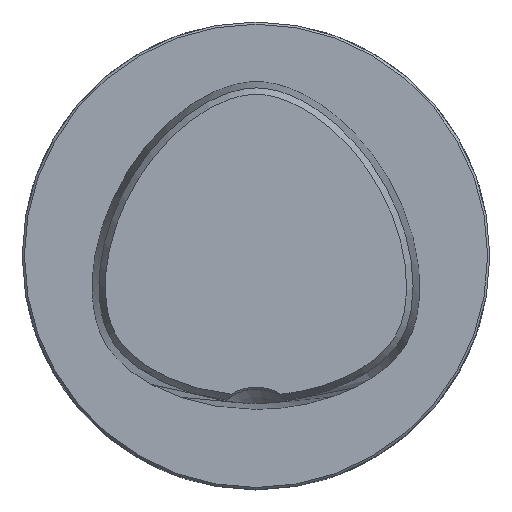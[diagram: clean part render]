
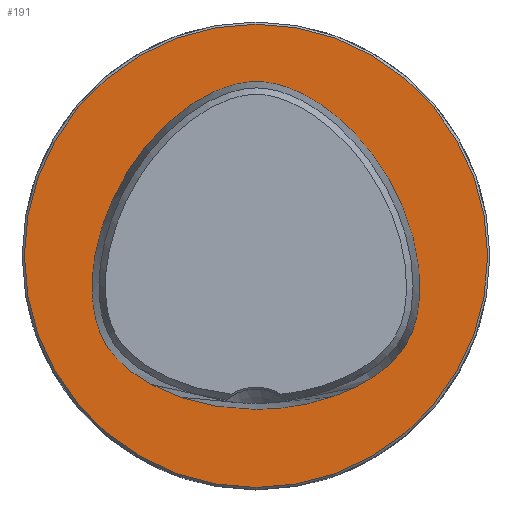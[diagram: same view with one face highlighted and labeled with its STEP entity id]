
A CAD part, top view. The second image highlights one B-rep face of the part: STEP entity #191.
In plain terms, the highlighted planar face has unit normal (0, 0, 1).
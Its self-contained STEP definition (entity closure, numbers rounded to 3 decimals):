
#54=B_SPLINE_CURVE_WITH_KNOTS('',3,(#2149,#2150,#2151,#2152,#2153,#2154,
#2155,#2156,#2157,#2158,#2159,#2160,#2161,#2162,#2163,#2164,#2165,#2166,
#2167,#2168,#2169,#2170,#2171,#2172,#2173,#2174,#2175,#2176,#2177,#2178,
#2179,#2180,#2181,#2182,#2183,#2184,#2185,#2186,#2187,#2188,#2189,#2190,
#2191,#2192,#2193,#2194,#2195,#2196,#2197,#2198,#2199,#2200,#2201,#2202,
#2203,#2204,#2205,#2206,#2207,#2208,#2209,#2210,#2211,#2212,#2213,#2214,
#2215,#2216,#2217,#2218,#2219),.UNSPECIFIED.,.T.,.F.,(1,1,2,1,1,1,1,1,1,
1,1,1,1,1,1,1,1,1,1,1,1,1,1,1,1,1,1,1,1,1,1,1,1,1,1,1,1,1,1,1,1,1,1,1,1,
1,1,1,1,1,1,1,1,1,1,1,1,1,1,1,1,1,1,1,1,1,1,1,1,1,2,1,1),(-0.031,-0.016,
0.,0.016,0.031,0.063,0.078,0.094,0.109,0.125,0.133,0.141,
0.148,0.156,0.164,0.172,0.18,0.188,0.195,0.203,
0.219,0.234,0.25,0.266,0.281,0.313,0.344,0.359,0.375,0.406,
0.422,0.438,0.453,0.469,0.484,0.492,0.5,0.508,0.516,
0.531,0.547,0.563,0.578,0.594,0.625,0.641,0.656,0.688,
0.719,0.734,0.75,0.766,0.781,0.797,0.805,0.813,0.82,
0.828,0.836,0.844,0.852,0.859,0.867,0.875,0.891,
0.906,0.922,0.938,0.969,0.984,1.,1.016,1.031),
 .UNSPECIFIED.);
#191=ADVANCED_FACE('CU_E_LO_SU_1',(#305,#306),#245,.F.);
#245=PLANE('',#1278);
#305=FACE_BOUND('',#389,.T.);
#306=FACE_BOUND('',#390,.T.);
#389=EDGE_LOOP('',(#595));
#390=EDGE_LOOP('',(#596));
#595=ORIENTED_EDGE('',*,*,#887,.T.);
#596=ORIENTED_EDGE('',*,*,#888,.T.);
#764=VERTEX_POINT('',#2220);
#765=VERTEX_POINT('',#2364);
#887=EDGE_CURVE('',#764,#764,#54,.T.);
#888=EDGE_CURVE('',#765,#765,#964,.T.);
#964=CIRCLE('',#1277,31.2);
#1277=AXIS2_PLACEMENT_3D('',#2363,#1522,#1523);
#1278=AXIS2_PLACEMENT_3D('',#2365,#1524,#1525);
#1522=DIRECTION('',(0.,0.,1.));
#1523=DIRECTION('',(1.,0.,0.));
#1524=DIRECTION('',(0.,0.,-1.));
#1525=DIRECTION('',(-1.,0.,0.));
#2149=CARTESIAN_POINT('',(0.721,-20.675,0.));
#2150=CARTESIAN_POINT('',(-0.721,-20.675,0.));
#2151=CARTESIAN_POINT('',(-2.165,-20.628,0.));
#2152=CARTESIAN_POINT('',(-5.038,-20.346,0.));
#2153=CARTESIAN_POINT('',(-7.877,-19.778,0.));
#2154=CARTESIAN_POINT('',(-10.631,-18.907,0.));
#2155=CARTESIAN_POINT('',(-12.641,-18.096,0.));
#2156=CARTESIAN_POINT('',(-14.576,-17.115,0.));
#2157=CARTESIAN_POINT('',(-16.103,-16.145,0.));
#2158=CARTESIAN_POINT('',(-17.253,-15.267,0.));
#2159=CARTESIAN_POINT('',(-18.072,-14.555,0.));
#2160=CARTESIAN_POINT('',(-18.838,-13.784,0.));
#2161=CARTESIAN_POINT('',(-19.538,-12.952,0.));
#2162=CARTESIAN_POINT('',(-20.159,-12.058,0.));
#2163=CARTESIAN_POINT('',(-20.688,-11.106,0.));
#2164=CARTESIAN_POINT('',(-21.12,-10.107,0.));
#2165=CARTESIAN_POINT('',(-21.46,-9.075,0.));
#2166=CARTESIAN_POINT('',(-21.718,-8.02,0.));
#2167=CARTESIAN_POINT('',(-21.963,-6.594,0.));
#2168=CARTESIAN_POINT('',(-22.104,-4.789,0.));
#2169=CARTESIAN_POINT('',(-22.053,-2.62,0.));
#2170=CARTESIAN_POINT('',(-21.81,-0.466,0.));
#2171=CARTESIAN_POINT('',(-21.395,1.661,0.));
#2172=CARTESIAN_POINT('',(-20.635,4.448,0.));
#2173=CARTESIAN_POINT('',(-19.324,7.819,0.));
#2174=CARTESIAN_POINT('',(-17.584,10.988,0.));
#2175=CARTESIAN_POINT('',(-15.954,13.372,0.));
#2176=CARTESIAN_POINT('',(-14.171,15.643,0.));
#2177=CARTESIAN_POINT('',(-12.16,17.727,0.));
#2178=CARTESIAN_POINT('',(-9.932,19.566,0.));
#2179=CARTESIAN_POINT('',(-8.152,20.804,0.));
#2180=CARTESIAN_POINT('',(-6.263,21.873,0.));
#2181=CARTESIAN_POINT('',(-4.268,22.734,0.));
#2182=CARTESIAN_POINT('',(-2.522,23.227,0.));
#2183=CARTESIAN_POINT('',(-1.087,23.439,0.));
#2184=CARTESIAN_POINT('',(0.,23.494,0.));
#2185=CARTESIAN_POINT('',(1.087,23.439,0.));
#2186=CARTESIAN_POINT('',(2.522,23.227,0.));
#2187=CARTESIAN_POINT('',(4.268,22.734,0.));
#2188=CARTESIAN_POINT('',(6.263,21.873,0.));
#2189=CARTESIAN_POINT('',(8.152,20.804,0.));
#2190=CARTESIAN_POINT('',(9.932,19.566,0.));
#2191=CARTESIAN_POINT('',(12.16,17.727,0.));
#2192=CARTESIAN_POINT('',(14.171,15.643,0.));
#2193=CARTESIAN_POINT('',(15.954,13.372,0.));
#2194=CARTESIAN_POINT('',(17.584,10.988,0.));
#2195=CARTESIAN_POINT('',(19.324,7.819,0.));
#2196=CARTESIAN_POINT('',(20.635,4.448,0.));
#2197=CARTESIAN_POINT('',(21.395,1.661,0.));
#2198=CARTESIAN_POINT('',(21.81,-0.466,0.));
#2199=CARTESIAN_POINT('',(22.053,-2.62,0.));
#2200=CARTESIAN_POINT('',(22.104,-4.789,0.));
#2201=CARTESIAN_POINT('',(21.963,-6.594,0.));
#2202=CARTESIAN_POINT('',(21.718,-8.02,0.));
#2203=CARTESIAN_POINT('',(21.46,-9.075,0.));
#2204=CARTESIAN_POINT('',(21.12,-10.107,0.));
#2205=CARTESIAN_POINT('',(20.688,-11.106,0.));
#2206=CARTESIAN_POINT('',(20.159,-12.058,0.));
#2207=CARTESIAN_POINT('',(19.538,-12.952,0.));
#2208=CARTESIAN_POINT('',(18.838,-13.784,0.));
#2209=CARTESIAN_POINT('',(18.072,-14.555,0.));
#2210=CARTESIAN_POINT('',(17.253,-15.267,0.));
#2211=CARTESIAN_POINT('',(16.103,-16.145,0.));
#2212=CARTESIAN_POINT('',(14.576,-17.115,0.));
#2213=CARTESIAN_POINT('',(12.641,-18.096,0.));
#2214=CARTESIAN_POINT('',(10.631,-18.907,0.));
#2215=CARTESIAN_POINT('',(7.877,-19.778,0.));
#2216=CARTESIAN_POINT('',(5.038,-20.346,0.));
#2217=CARTESIAN_POINT('',(2.165,-20.628,0.));
#2218=CARTESIAN_POINT('',(0.721,-20.675,0.));
#2219=CARTESIAN_POINT('',(-0.721,-20.675,0.));
#2220=CARTESIAN_POINT('',(0.,-20.675,0.));
#2363=CARTESIAN_POINT('',(0.,0.,0.));
#2364=CARTESIAN_POINT('',(31.2,0.,0.));
#2365=CARTESIAN_POINT('',(0.,1.392,0.));
